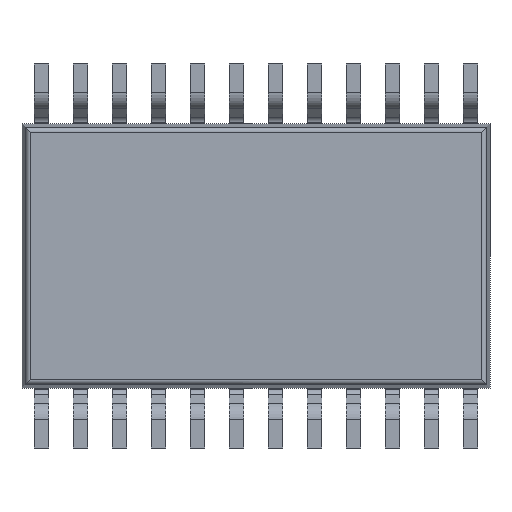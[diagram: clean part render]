
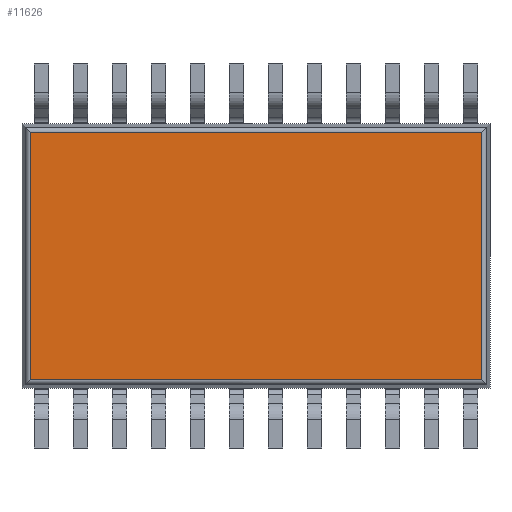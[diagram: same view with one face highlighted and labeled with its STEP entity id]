
A CAD part, front view. The second image highlights one B-rep face of the part: STEP entity #11626.
In plain terms, the highlighted planar face has unit normal (0, -1, 0).
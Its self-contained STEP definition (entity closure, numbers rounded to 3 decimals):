
#11587 = CARTESIAN_POINT ( 'NONE',  ( 3.764, 0.05, -2.064 ) ) ;
#11588 = VERTEX_POINT ( 'NONE', #11587 ) ;
#11589 = CARTESIAN_POINT ( 'NONE',  ( 3.764, 0.05, 2.064 ) ) ;
#11590 = VERTEX_POINT ( 'NONE', #11589 ) ;
#11591 = CARTESIAN_POINT ( 'NONE',  ( 3.764, 0.05, 1.566 ) ) ;
#11592 = DIRECTION ( 'NONE',  ( 0., 0., 1. ) ) ;
#11593 = VECTOR ( 'NONE', #11592, 1000. ) ;
#11594 = LINE ( 'NONE', #11591, #11593 ) ;
#11595 = EDGE_CURVE ( 'NONE', #11588, #11590, #11594, .T. ) ;
#11596 = ORIENTED_EDGE ( 'NONE', *, *, #11595, .T. ) ;
#11597 = CARTESIAN_POINT ( 'NONE',  ( -3.764, 0.05, 2.064 ) ) ;
#11598 = VERTEX_POINT ( 'NONE', #11597 ) ;
#11599 = CARTESIAN_POINT ( 'NONE',  ( 2.75, 0.05, 2.064 ) ) ;
#11600 = DIRECTION ( 'NONE',  ( -1., 0., 0. ) ) ;
#11601 = VECTOR ( 'NONE', #11600, 1000. ) ;
#11602 = LINE ( 'NONE', #11599, #11601 ) ;
#11603 = EDGE_CURVE ( 'NONE', #11590, #11598, #11602, .T. ) ;
#11604 = ORIENTED_EDGE ( 'NONE', *, *, #11603, .T. ) ;
#11605 = CARTESIAN_POINT ( 'NONE',  ( -3.764, 0.05, -2.064 ) ) ;
#11606 = VERTEX_POINT ( 'NONE', #11605 ) ;
#11607 = CARTESIAN_POINT ( 'NONE',  ( -3.764, 0.05, 1.566 ) ) ;
#11608 = DIRECTION ( 'NONE',  ( 0., 0., -1. ) ) ;
#11609 = VECTOR ( 'NONE', #11608, 1000. ) ;
#11610 = LINE ( 'NONE', #11607, #11609 ) ;
#11611 = EDGE_CURVE ( 'NONE', #11598, #11606, #11610, .T. ) ;
#11612 = ORIENTED_EDGE ( 'NONE', *, *, #11611, .T. ) ;
#11613 = CARTESIAN_POINT ( 'NONE',  ( 2.75, 0.05, -2.064 ) ) ;
#11614 = DIRECTION ( 'NONE',  ( 1., 0., 0. ) ) ;
#11615 = VECTOR ( 'NONE', #11614, 1000. ) ;
#11616 = LINE ( 'NONE', #11613, #11615 ) ;
#11617 = EDGE_CURVE ( 'NONE', #11606, #11588, #11616, .T. ) ;
#11618 = ORIENTED_EDGE ( 'NONE', *, *, #11617, .T. ) ;
#11619 = EDGE_LOOP ( 'NONE', ( #11596, #11604, #11612, #11618 ) ) ;
#11620 = FACE_OUTER_BOUND ( 'NONE', #11619, .T. ) ;
#11621 = CARTESIAN_POINT ( 'NONE',  ( 2.75, 0.05, 1.566 ) ) ;
#11622 = DIRECTION ( 'NONE',  ( 0., -1., 0. ) ) ;
#11623 = DIRECTION ( 'NONE',  ( 0., 0., -1. ) ) ;
#11624 = AXIS2_PLACEMENT_3D ( 'NONE', #11621, #11622, #11623 ) ;
#11625 = PLANE ( 'NONE', #11624 ) ;
#11626 = ADVANCED_FACE ( 'NONE', ( #11620 ), #11625, .T. ) ;
